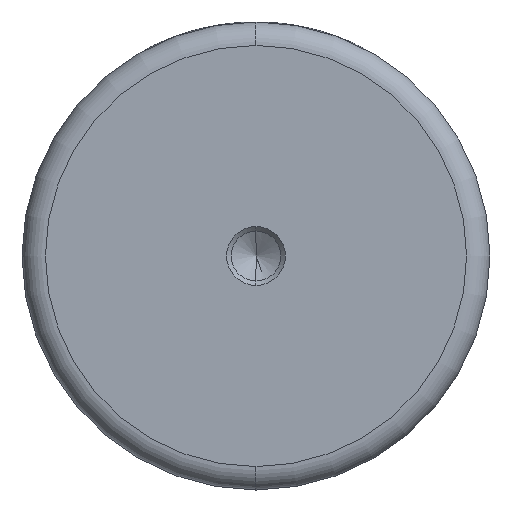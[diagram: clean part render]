
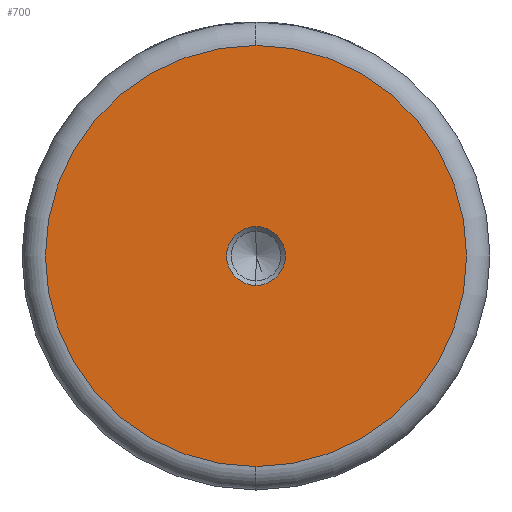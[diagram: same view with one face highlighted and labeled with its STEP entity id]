
A CAD part, left-side view. The second image highlights one B-rep face of the part: STEP entity #700.
In plain terms, the highlighted planar face has unit normal (-1, 0, 0).
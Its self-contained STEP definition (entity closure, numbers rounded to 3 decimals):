
#24 = PLANE ( 'NONE',  #766 ) ;
#41 = EDGE_CURVE ( 'NONE', #769, #1181, #179, .T. ) ;
#75 = CIRCLE ( 'NONE', #980, 36. ) ;
#123 = CARTESIAN_POINT ( 'NONE',  ( 0., 0., 0. ) ) ;
#130 = CARTESIAN_POINT ( 'NONE',  ( 0., 0., 5.025 ) ) ;
#158 = CARTESIAN_POINT ( 'NONE',  ( 0., 0., 0. ) ) ;
#179 = CIRCLE ( 'NONE', #1549, 36. ) ;
#201 = ORIENTED_EDGE ( 'NONE', *, *, #1061, .F. ) ;
#258 = DIRECTION ( 'NONE',  ( 0., 0., 1. ) ) ;
#274 = CARTESIAN_POINT ( 'NONE',  ( 0., 0., 0. ) ) ;
#278 = ORIENTED_EDGE ( 'NONE', *, *, #1466, .F. ) ;
#292 = DIRECTION ( 'NONE',  ( 0., 0., 1. ) ) ;
#362 = ORIENTED_EDGE ( 'NONE', *, *, #41, .T. ) ;
#406 = DIRECTION ( 'NONE',  ( 0., 0., 1. ) ) ;
#522 = FACE_BOUND ( 'NONE', #918, .T. ) ;
#536 = DIRECTION ( 'NONE',  ( -1., 0., 0. ) ) ;
#650 = CARTESIAN_POINT ( 'NONE',  ( 0., 0., 0. ) ) ;
#664 = CARTESIAN_POINT ( 'NONE',  ( 0., 0., 0. ) ) ;
#700 = ADVANCED_FACE ( 'NONE', ( #522, #1475 ), #24, .T. ) ;
#715 = EDGE_LOOP ( 'NONE', ( #972, #362 ) ) ;
#766 = AXIS2_PLACEMENT_3D ( 'NONE', #650, #536, #884 ) ;
#769 = VERTEX_POINT ( 'NONE', #1135 ) ;
#778 = CARTESIAN_POINT ( 'NONE',  ( 0., 0., -5.025 ) ) ;
#779 = DIRECTION ( 'NONE',  ( 0., 0., 1. ) ) ;
#813 = AXIS2_PLACEMENT_3D ( 'NONE', #274, #1121, #406 ) ;
#884 = DIRECTION ( 'NONE',  ( 0., 0., 1. ) ) ;
#918 = EDGE_LOOP ( 'NONE', ( #201, #278 ) ) ;
#972 = ORIENTED_EDGE ( 'NONE', *, *, #1137, .T. ) ;
#980 = AXIS2_PLACEMENT_3D ( 'NONE', #664, #1495, #779 ) ;
#982 = DIRECTION ( 'NONE',  ( -1., 0., 0. ) ) ;
#1009 = DIRECTION ( 'NONE',  ( -1., 0., 0. ) ) ;
#1038 = VERTEX_POINT ( 'NONE', #130 ) ;
#1061 = EDGE_CURVE ( 'NONE', #1038, #1242, #1413, .T. ) ;
#1121 = DIRECTION ( 'NONE',  ( -1., 0., 0. ) ) ;
#1135 = CARTESIAN_POINT ( 'NONE',  ( 0., 0., -36. ) ) ;
#1137 = EDGE_CURVE ( 'NONE', #1181, #769, #75, .T. ) ;
#1181 = VERTEX_POINT ( 'NONE', #1387 ) ;
#1242 = VERTEX_POINT ( 'NONE', #778 ) ;
#1317 = CIRCLE ( 'NONE', #1540, 5.025 ) ;
#1387 = CARTESIAN_POINT ( 'NONE',  ( 0., 0., 36. ) ) ;
#1413 = CIRCLE ( 'NONE', #813, 5.025 ) ;
#1466 = EDGE_CURVE ( 'NONE', #1242, #1038, #1317, .T. ) ;
#1475 = FACE_OUTER_BOUND ( 'NONE', #715, .T. ) ;
#1495 = DIRECTION ( 'NONE',  ( -1., 0., 0. ) ) ;
#1540 = AXIS2_PLACEMENT_3D ( 'NONE', #123, #982, #258 ) ;
#1549 = AXIS2_PLACEMENT_3D ( 'NONE', #158, #1009, #292 ) ;
